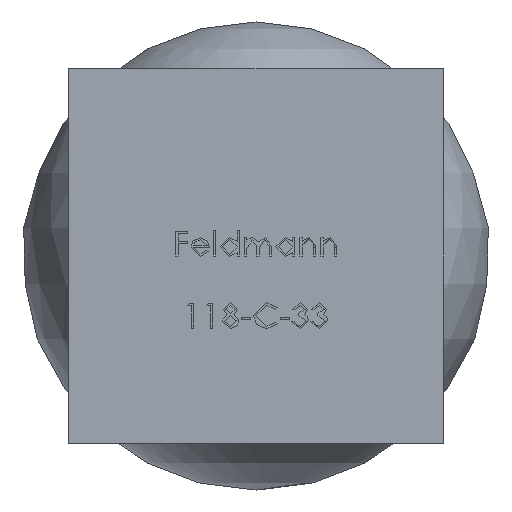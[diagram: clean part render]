
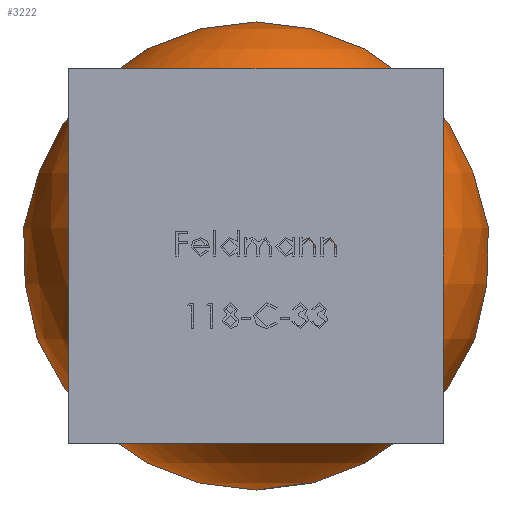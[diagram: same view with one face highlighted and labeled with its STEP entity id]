
A CAD part, front view. The second image highlights one B-rep face of the part: STEP entity #3222.
In plain terms, the highlighted spherical face has radius 7.5 mm.
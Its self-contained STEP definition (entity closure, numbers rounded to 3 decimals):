
#400 = CIRCLE ( 'NONE', #2864, 2.75 ) ;
#645 = DIRECTION ( 'NONE',  ( -1., 0., 0. ) ) ;
#1016 = FACE_OUTER_BOUND ( 'NONE', #8872, .T. ) ;
#1999 = CARTESIAN_POINT ( 'NONE',  ( 0., 55.522, 2.75 ) ) ;
#2864 = AXIS2_PLACEMENT_3D ( 'NONE', #3310, #4145, #3232 ) ;
#3222 = ADVANCED_FACE ( 'NONE', ( #1016 ), #4439, .T. ) ;
#3232 = DIRECTION ( 'NONE',  ( 0., 0., 1. ) ) ;
#3310 = CARTESIAN_POINT ( 'NONE',  ( 0., 55.522, 0. ) ) ;
#3634 = CARTESIAN_POINT ( 'NONE',  ( 0., 62.5, 0. ) ) ;
#4145 = DIRECTION ( 'NONE',  ( 0., -1., 0. ) ) ;
#4439 = SPHERICAL_SURFACE ( 'NONE', #8735, 7.5 ) ;
#5403 = DIRECTION ( 'NONE',  ( 0., 0., -1. ) ) ;
#6473 = ORIENTED_EDGE ( 'NONE', *, *, #7779, .F. ) ;
#7779 = EDGE_CURVE ( 'NONE', #11370, #11370, #400, .T. ) ;
#8735 = AXIS2_PLACEMENT_3D ( 'NONE', #3634, #5403, #645 ) ;
#8872 = EDGE_LOOP ( 'NONE', ( #6473 ) ) ;
#11370 = VERTEX_POINT ( 'NONE', #1999 ) ;
